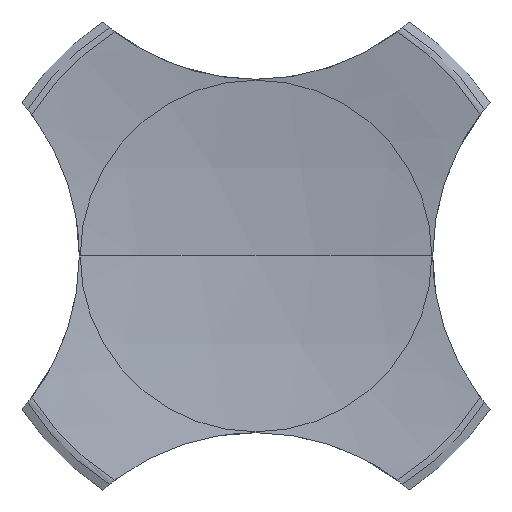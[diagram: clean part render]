
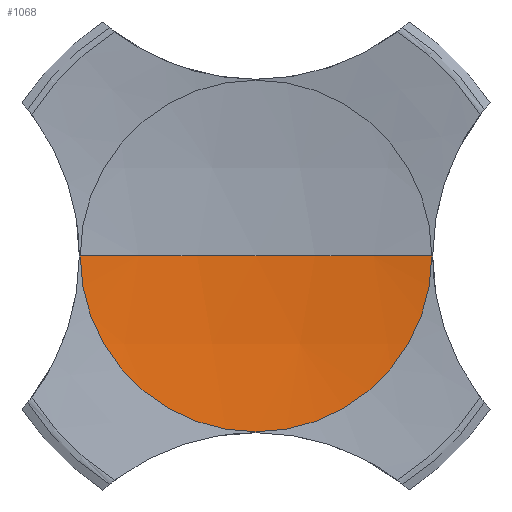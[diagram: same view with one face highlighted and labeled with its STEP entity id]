
A CAD part, front view. The second image highlights one B-rep face of the part: STEP entity #1068.
In plain terms, the highlighted spherical face has radius 16.434 mm.
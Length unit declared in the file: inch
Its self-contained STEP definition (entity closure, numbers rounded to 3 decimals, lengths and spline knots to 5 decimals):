
#4 = CARTESIAN_POINT ( 'NONE',  ( 0., 0.00864, 0. ) ) ;
#85 = DIRECTION ( 'NONE',  ( 0., 0., -1. ) ) ;
#98 = DIRECTION ( 'NONE',  ( -1., 0., 0. ) ) ;
#198 = CARTESIAN_POINT ( 'NONE',  ( 0., -0.63, 0. ) ) ;
#262 = CARTESIAN_POINT ( 'NONE',  ( 0., -0.63, 0. ) ) ;
#301 = DIRECTION ( 'NONE',  ( 0., 0., 1. ) ) ;
#368 = VERTEX_POINT ( 'NONE', #1294 ) ;
#401 = DIRECTION ( 'NONE',  ( 0., 1., 0. ) ) ;
#408 = AXIS2_PLACEMENT_3D ( 'NONE', #4, #401, #98 ) ;
#437 = FACE_OUTER_BOUND ( 'NONE', #921, .T. ) ;
#454 = EDGE_CURVE ( 'NONE', #1172, #1255, #985, .T. ) ;
#599 = DIRECTION ( 'NONE',  ( 1., 0., 0. ) ) ;
#621 = CIRCLE ( 'NONE', #686, 0.647 ) ;
#638 = DIRECTION ( 'NONE',  ( -1., 0., 0. ) ) ;
#673 = CARTESIAN_POINT ( 'NONE',  ( 0., -0.63, 0. ) ) ;
#686 = AXIS2_PLACEMENT_3D ( 'NONE', #673, #85, #887 ) ;
#745 = AXIS2_PLACEMENT_3D ( 'NONE', #198, #301, #599 ) ;
#754 = ORIENTED_EDGE ( 'NONE', *, *, #858, .F. ) ;
#813 = ORIENTED_EDGE ( 'NONE', *, *, #454, .F. ) ;
#815 = EDGE_CURVE ( 'NONE', #1172, #368, #1045, .T. ) ;
#838 = SPHERICAL_SURFACE ( 'NONE', #897, 0.647 ) ;
#858 = EDGE_CURVE ( 'NONE', #1255, #368, #621, .T. ) ;
#887 = DIRECTION ( 'NONE',  ( -1., 0., 0. ) ) ;
#897 = AXIS2_PLACEMENT_3D ( 'NONE', #262, #1258, #638 ) ;
#921 = EDGE_LOOP ( 'NONE', ( #813, #975, #754 ) ) ;
#975 = ORIENTED_EDGE ( 'NONE', *, *, #815, .T. ) ;
#985 = CIRCLE ( 'NONE', #408, 0.10367 ) ;
#1045 = CIRCLE ( 'NONE', #745, 0.647 ) ;
#1047 = CARTESIAN_POINT ( 'NONE',  ( -0.10367, 0.00864, 0. ) ) ;
#1068 = ADVANCED_FACE ( 'NONE', ( #437 ), #838, .F. ) ;
#1144 = CARTESIAN_POINT ( 'NONE',  ( 0.10367, 0.00864, 0. ) ) ;
#1172 = VERTEX_POINT ( 'NONE', #1144 ) ;
#1255 = VERTEX_POINT ( 'NONE', #1047 ) ;
#1258 = DIRECTION ( 'NONE',  ( 0., 0., 1. ) ) ;
#1294 = CARTESIAN_POINT ( 'NONE',  ( 0., 0.017, 0. ) ) ;
